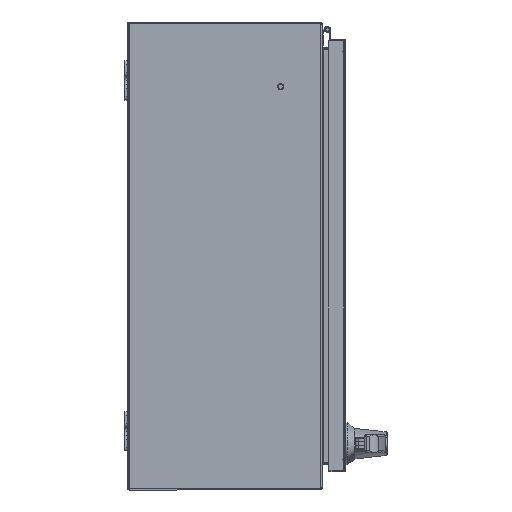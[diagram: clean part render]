
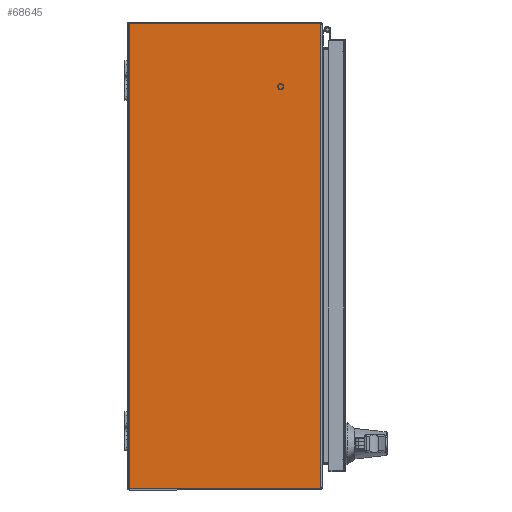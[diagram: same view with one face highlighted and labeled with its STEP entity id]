
A CAD part, front view. The second image highlights one B-rep face of the part: STEP entity #68645.
In plain terms, the highlighted face is planar.
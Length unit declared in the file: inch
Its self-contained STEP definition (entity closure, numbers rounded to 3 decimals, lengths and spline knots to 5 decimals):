
#2150 = CARTESIAN_POINT ( 'NONE',  ( 11.92218, -9.892, -18. ) ) ;
#5638 = AXIS2_PLACEMENT_3D ( 'NONE', #49826, #67069, #32575 ) ;
#15183 = VECTOR ( 'NONE', #51138, 39.37008 ) ;
#15891 = DIRECTION ( 'NONE',  ( -1., 0., 0. ) ) ;
#15921 = VECTOR ( 'NONE', #100174, 39.37008 ) ;
#16234 = DIRECTION ( 'NONE',  ( 0., -1., 0. ) ) ;
#18039 = ORIENTED_EDGE ( 'NONE', *, *, #109951, .F. ) ;
#19180 = CARTESIAN_POINT ( 'NONE',  ( -11.92789, -0.108, -18. ) ) ;
#20694 = ORIENTED_EDGE ( 'NONE', *, *, #89128, .F. ) ;
#21482 = LINE ( 'NONE', #107850, #15921 ) ;
#24019 = DIRECTION ( 'NONE',  ( 0., 0., 1. ) ) ;
#25686 = EDGE_CURVE ( 'NONE', #96124, #76547, #84033, .T. ) ;
#26359 = CARTESIAN_POINT ( 'NONE',  ( 11.92789, -0.108, -18. ) ) ;
#29816 = AXIS2_PLACEMENT_3D ( 'NONE', #76478, #24019, #15891 ) ;
#32575 = DIRECTION ( 'NONE',  ( 1., 0., 0. ) ) ;
#37417 = VECTOR ( 'NONE', #37552, 39.37008 ) ;
#37552 = DIRECTION ( 'NONE',  ( 1., 0., 0. ) ) ;
#38538 = CARTESIAN_POINT ( 'NONE',  ( 11.92789, -9.85871, -18. ) ) ;
#43616 = LINE ( 'NONE', #68773, #53182 ) ;
#49826 = CARTESIAN_POINT ( 'NONE',  ( -83.406, 0., -18. ) ) ;
#50590 = CARTESIAN_POINT ( 'NONE',  ( 11.82789, -9.85871, -18. ) ) ;
#50936 = EDGE_CURVE ( 'NONE', #51752, #96124, #94580, .T. ) ;
#51138 = DIRECTION ( 'NONE',  ( -1., 0., 0. ) ) ;
#51752 = VERTEX_POINT ( 'NONE', #96708 ) ;
#52939 = VERTEX_POINT ( 'NONE', #19180 ) ;
#53182 = VECTOR ( 'NONE', #16234, 39.37008 ) ;
#56489 = VERTEX_POINT ( 'NONE', #38538 ) ;
#56827 = FACE_OUTER_BOUND ( 'NONE', #100745, .T. ) ;
#59792 = ORIENTED_EDGE ( 'NONE', *, *, #66799, .F. ) ;
#60520 = AXIS2_PLACEMENT_3D ( 'NONE', #50590, #93970, #111571 ) ;
#65528 = CIRCLE ( 'NONE', #60520, 0.1 ) ;
#66799 = EDGE_CURVE ( 'NONE', #76547, #56489, #65528, .T. ) ;
#67069 = DIRECTION ( 'NONE',  ( 0., 0., 1. ) ) ;
#68645 = ADVANCED_FACE ( 'NONE', ( #56827 ), #85069, .F. ) ;
#68773 = CARTESIAN_POINT ( 'NONE',  ( -11.92789, 0., -18. ) ) ;
#69508 = CARTESIAN_POINT ( 'NONE',  ( 11.892, -0.108, -18. ) ) ;
#76478 = CARTESIAN_POINT ( 'NONE',  ( -11.82789, -9.85871, -18. ) ) ;
#76547 = VERTEX_POINT ( 'NONE', #2150 ) ;
#84033 = LINE ( 'NONE', #90059, #37417 ) ;
#85069 = PLANE ( 'NONE',  #5638 ) ;
#85150 = ORIENTED_EDGE ( 'NONE', *, *, #88840, .F. ) ;
#88840 = EDGE_CURVE ( 'NONE', #52939, #51752, #43616, .T. ) ;
#89128 = EDGE_CURVE ( 'NONE', #56489, #98963, #21482, .T. ) ;
#90059 = CARTESIAN_POINT ( 'NONE',  ( -83.406, -9.892, -18. ) ) ;
#93970 = DIRECTION ( 'NONE',  ( 0., 0., 1. ) ) ;
#94580 = CIRCLE ( 'NONE', #29816, 0.1 ) ;
#96124 = VERTEX_POINT ( 'NONE', #103268 ) ;
#96565 = ORIENTED_EDGE ( 'NONE', *, *, #50936, .F. ) ;
#96708 = CARTESIAN_POINT ( 'NONE',  ( -11.92789, -9.85871, -18. ) ) ;
#98770 = ORIENTED_EDGE ( 'NONE', *, *, #25686, .F. ) ;
#98963 = VERTEX_POINT ( 'NONE', #26359 ) ;
#100174 = DIRECTION ( 'NONE',  ( 0., 1., 0. ) ) ;
#100745 = EDGE_LOOP ( 'NONE', ( #59792, #98770, #96565, #85150, #18039, #20694 ) ) ;
#103268 = CARTESIAN_POINT ( 'NONE',  ( -11.92218, -9.892, -18. ) ) ;
#107850 = CARTESIAN_POINT ( 'NONE',  ( 11.92789, 0., -18. ) ) ;
#108528 = LINE ( 'NONE', #69508, #15183 ) ;
#109951 = EDGE_CURVE ( 'NONE', #98963, #52939, #108528, .T. ) ;
#111571 = DIRECTION ( 'NONE',  ( 1., 0., 0. ) ) ;
